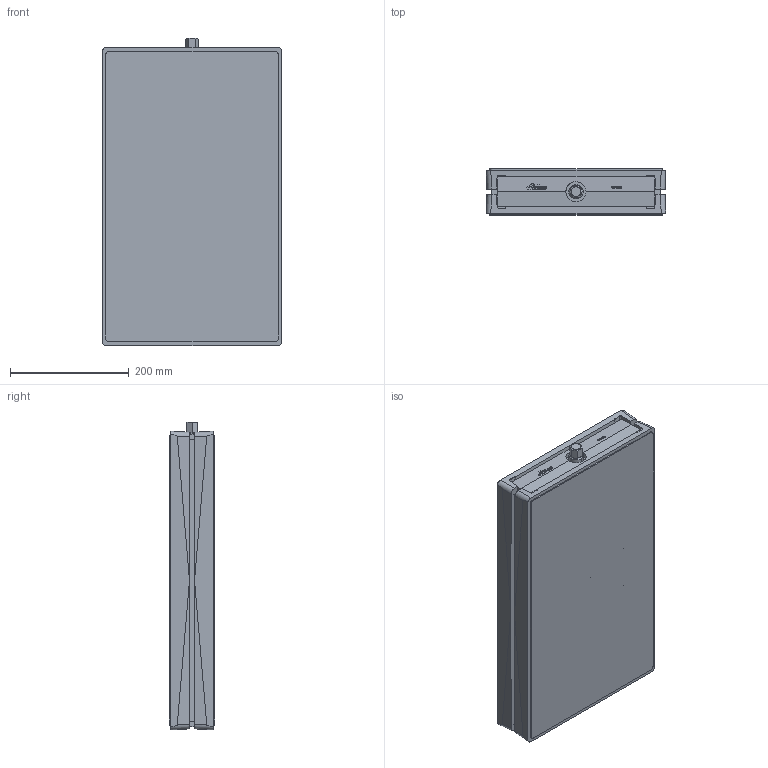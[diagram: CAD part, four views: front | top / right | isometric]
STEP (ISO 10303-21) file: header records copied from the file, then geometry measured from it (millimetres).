
FILE_DESCRIPTION (( 'STEP AP214' ), '1' );
FILE_NAME ('11-VRC-2-2.step', '2013-06-04T06:36:23', ( 'admin' ), ( '' ), 'SwSTEP 2.0', 'SolidWorks 2012', '' );
FILE_SCHEMA (( 'AUTOMOTIVE_DESIGN' ));
Length unit declared in the file: millimetre
Products named in the file (1): 11-VRC-2-2
Bounding box: 302 x 77 x 518.58 mm (x, y, z)
Surface area: 859401.7 mm2
Topology: 2 solids, 12 shells, 307 faces, 772 edges, 510 vertices
Faces by surface type: plane 215, cylinder 58, bspline 30, cone 4
Entity records: 12666 total; most frequent: CARTESIAN_POINT 3767, ORIENTED_EDGE 1544, DIRECTION 1262, EDGE_CURVE 772, VECTOR 558, LINE 558, VERTEX_POINT 510, AXIS2_PLACEMENT_3D 352
